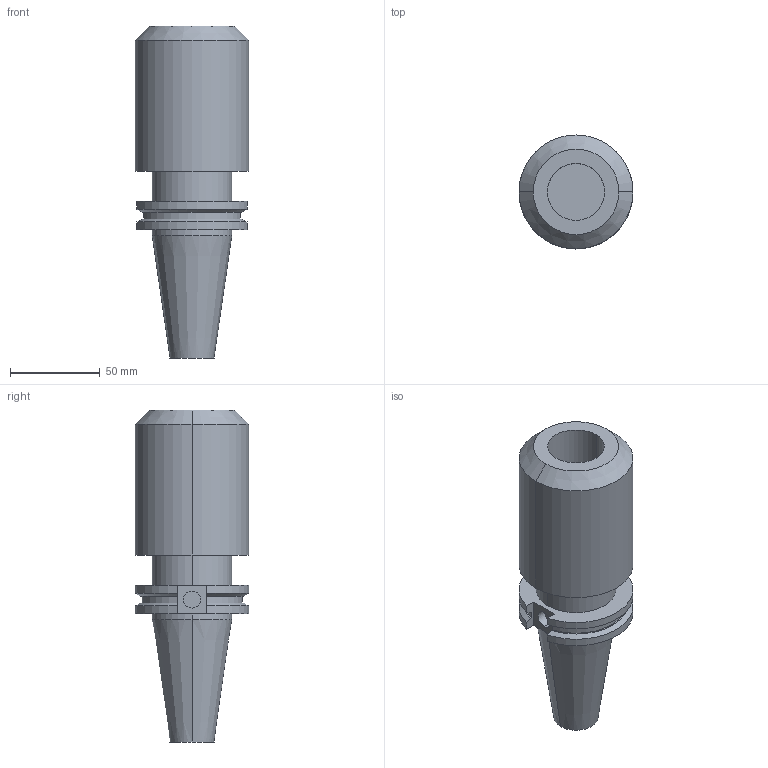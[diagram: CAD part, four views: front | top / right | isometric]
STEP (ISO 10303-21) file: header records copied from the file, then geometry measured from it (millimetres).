
FILE_DESCRIPTION (( 'STEP AP203' ), '1' );
FILE_NAME ('STP-22927.STEP', '2017-01-18T08:21:20', ( '' ), ( '' ), 'SwSTEP 2.0', 'SolidWorks 2015', '' );
FILE_SCHEMA (( 'CONFIG_CONTROL_DESIGN' ));
Length unit declared in the file: millimetre
Products named in the file (1): STP-22927
Bounding box: 63.5 x 63.5 x 185.09 mm (x, y, z)
Volume: 331101.9 mm3; surface area: 46083.5 mm2
Topology: 1 solids, 1 shells, 51 faces, 120 edges, 77 vertices
Faces by surface type: cylinder 22, plane 19, cone 10
Entity records: 1549 total; most frequent: CARTESIAN_POINT 271, DIRECTION 266, ORIENTED_EDGE 236, EDGE_CURVE 118, AXIS2_PLACEMENT_3D 104, VERTEX_POINT 77, EDGE_LOOP 59, VECTOR 58
